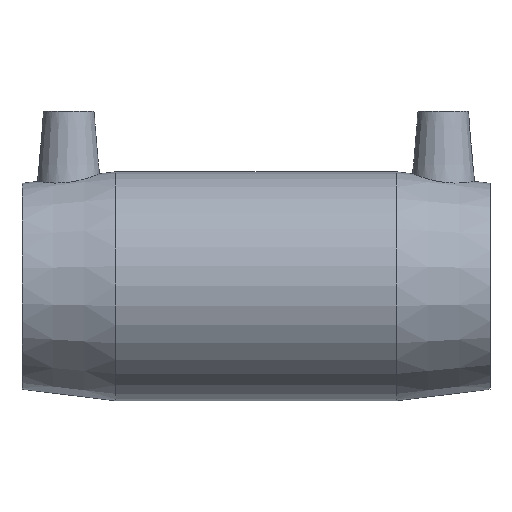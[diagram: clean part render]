
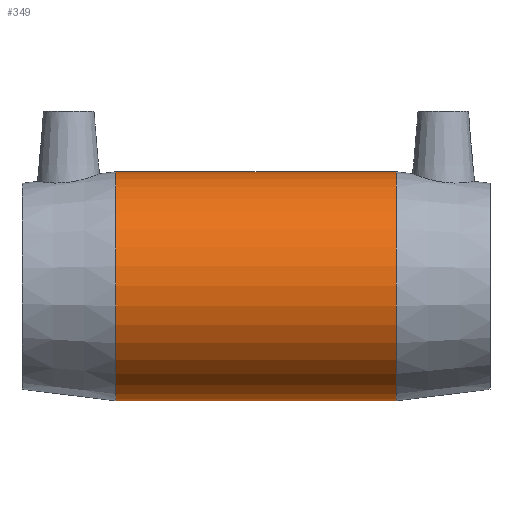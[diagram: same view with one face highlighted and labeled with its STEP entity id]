
A CAD part, top view. The second image highlights one B-rep face of the part: STEP entity #349.
In plain terms, the highlighted cylindrical face has radius 34 mm (diameter 68 mm), a full revolution.
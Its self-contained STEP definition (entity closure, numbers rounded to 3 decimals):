
#47=FACE_BOUND('',#155,.T.);
#48=FACE_BOUND('',#156,.T.);
#79=CIRCLE('',#395,34.);
#80=CIRCLE('',#396,34.);
#110=FACE_OUTER_BOUND('',#154,.T.);
#154=EDGE_LOOP('',(#286));
#155=EDGE_LOOP('',(#287));
#156=EDGE_LOOP('',(#288));
#191=B_SPLINE_CURVE_WITH_KNOTS('',3,(#589,#590,#591,#592,#593,#594,#595,
#596,#597,#598,#599,#600,#601,#602,#603,#604,#605,#606,#607,#608,#609,#610,
#611,#612,#613,#614,#615,#616,#617,#618,#619,#620,#621,#622),
 .UNSPECIFIED.,.T.,.F.,(4,2,2,2,2,2,2,2,2,2,2,2,2,2,2,2,4),(0.,0.379,
0.758,1.137,1.516,1.896,2.275,
2.654,3.033,3.412,3.791,4.17,
4.549,4.928,5.308,5.687,6.066),
 .UNSPECIFIED.);
#197=VERTEX_POINT('',#588);
#210=VERTEX_POINT('',#727);
#211=VERTEX_POINT('',#729);
#229=EDGE_CURVE('',#197,#197,#191,.T.);
#242=EDGE_CURVE('',#210,#210,#79,.T.);
#243=EDGE_CURVE('',#211,#211,#80,.T.);
#286=ORIENTED_EDGE('',*,*,#242,.F.);
#287=ORIENTED_EDGE('',*,*,#229,.T.);
#288=ORIENTED_EDGE('',*,*,#243,.T.);
#328=CYLINDRICAL_SURFACE('',#394,34.);
#349=ADVANCED_FACE('',(#110,#47,#48),#328,.T.);
#394=AXIS2_PLACEMENT_3D('',#726,#482,#483);
#395=AXIS2_PLACEMENT_3D('',#728,#484,#485);
#396=AXIS2_PLACEMENT_3D('',#730,#486,#487);
#482=DIRECTION('center_axis',(1.,0.,0.));
#483=DIRECTION('ref_axis',(0.,1.,0.));
#484=DIRECTION('center_axis',(1.,0.,0.));
#485=DIRECTION('ref_axis',(0.,0.,-1.));
#486=DIRECTION('center_axis',(1.,0.,0.));
#487=DIRECTION('ref_axis',(0.,0.,-1.));
#588=CARTESIAN_POINT('',(0.,-10.,-32.496));
#589=CARTESIAN_POINT('Ctrl Pts',(0.,-10.,-32.496));
#590=CARTESIAN_POINT('Ctrl Pts',(1.264,-10.,-32.496));
#591=CARTESIAN_POINT('Ctrl Pts',(2.607,-9.746,-32.578));
#592=CARTESIAN_POINT('Ctrl Pts',(5.068,-8.723,-32.866));
#593=CARTESIAN_POINT('Ctrl Pts',(6.187,-7.955,-33.069));
#594=CARTESIAN_POINT('Ctrl Pts',(7.955,-6.188,-33.444));
#595=CARTESIAN_POINT('Ctrl Pts',(8.723,-5.068,-33.643));
#596=CARTESIAN_POINT('Ctrl Pts',(9.746,-2.606,-33.923));
#597=CARTESIAN_POINT('Ctrl Pts',(10.,-1.264,-34.));
#598=CARTESIAN_POINT('Ctrl Pts',(10.,1.264,-34.));
#599=CARTESIAN_POINT('Ctrl Pts',(9.746,2.606,-33.923));
#600=CARTESIAN_POINT('Ctrl Pts',(8.723,5.068,-33.643));
#601=CARTESIAN_POINT('Ctrl Pts',(7.955,6.188,-33.444));
#602=CARTESIAN_POINT('Ctrl Pts',(6.187,7.955,-33.069));
#603=CARTESIAN_POINT('Ctrl Pts',(5.068,8.723,-32.866));
#604=CARTESIAN_POINT('Ctrl Pts',(2.607,9.746,-32.578));
#605=CARTESIAN_POINT('Ctrl Pts',(1.264,10.,-32.496));
#606=CARTESIAN_POINT('Ctrl Pts',(-1.264,10.,-32.496));
#607=CARTESIAN_POINT('Ctrl Pts',(-2.607,9.746,-32.578));
#608=CARTESIAN_POINT('Ctrl Pts',(-5.068,8.723,-32.866));
#609=CARTESIAN_POINT('Ctrl Pts',(-6.187,7.955,-33.069));
#610=CARTESIAN_POINT('Ctrl Pts',(-7.955,6.188,-33.444));
#611=CARTESIAN_POINT('Ctrl Pts',(-8.723,5.068,-33.643));
#612=CARTESIAN_POINT('Ctrl Pts',(-9.746,2.606,-33.923));
#613=CARTESIAN_POINT('Ctrl Pts',(-10.,1.264,-34.));
#614=CARTESIAN_POINT('Ctrl Pts',(-10.,-1.264,-34.));
#615=CARTESIAN_POINT('Ctrl Pts',(-9.746,-2.606,-33.923));
#616=CARTESIAN_POINT('Ctrl Pts',(-8.723,-5.068,-33.643));
#617=CARTESIAN_POINT('Ctrl Pts',(-7.955,-6.188,-33.444));
#618=CARTESIAN_POINT('Ctrl Pts',(-6.187,-7.955,-33.069));
#619=CARTESIAN_POINT('Ctrl Pts',(-5.068,-8.723,-32.866));
#620=CARTESIAN_POINT('Ctrl Pts',(-2.607,-9.746,-32.578));
#621=CARTESIAN_POINT('Ctrl Pts',(-1.264,-10.,-32.496));
#622=CARTESIAN_POINT('Ctrl Pts',(0.,-10.,-32.496));
#726=CARTESIAN_POINT('Origin',(0.,0.,0.));
#727=CARTESIAN_POINT('',(41.7,34.,0.));
#728=CARTESIAN_POINT('Origin',(41.7,0.,0.));
#729=CARTESIAN_POINT('',(-41.7,34.,0.));
#730=CARTESIAN_POINT('Origin',(-41.7,0.,0.));
